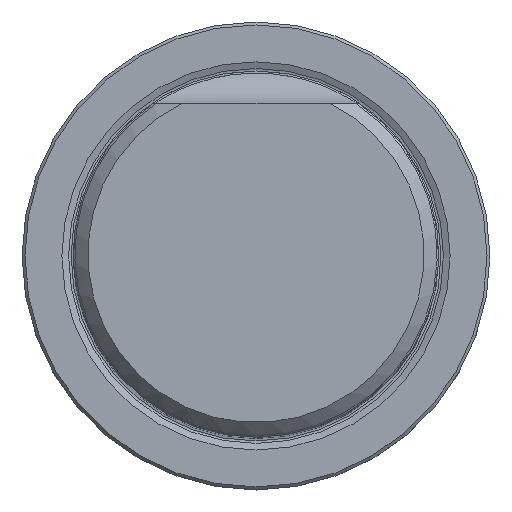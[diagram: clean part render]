
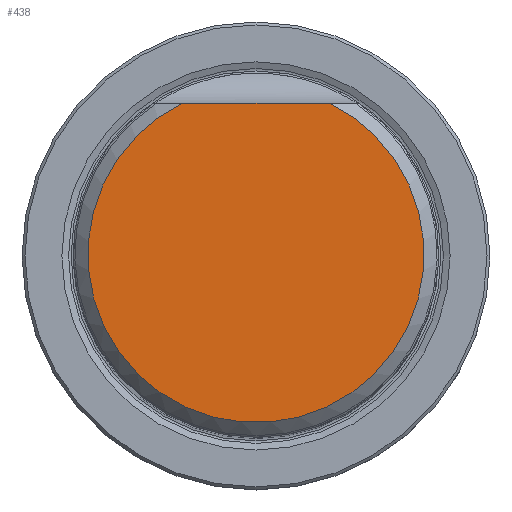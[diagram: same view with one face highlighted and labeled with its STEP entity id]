
A CAD part, top view. The second image highlights one B-rep face of the part: STEP entity #438.
In plain terms, the highlighted planar face has unit normal (0, 0, 1).
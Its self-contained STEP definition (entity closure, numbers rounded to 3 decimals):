
#314=PLANE('',#4613);
#438=ADVANCED_FACE('CU_SU_1',(#739),#314,.F.);
#739=FACE_OUTER_BOUND('',#976,.T.);
#976=EDGE_LOOP('',(#2190,#2191));
#1251=CIRCLE('',#4612,11.497);
#1378=LINE('',#6721,#1597);
#1597=VECTOR('',#5216,1.);
#2190=ORIENTED_EDGE('',*,*,#3827,.F.);
#2191=ORIENTED_EDGE('',*,*,#3828,.F.);
#3385=VERTEX_POINT('',#6719);
#3386=VERTEX_POINT('',#6720);
#3827=EDGE_CURVE('',#3385,#3386,#1251,.T.);
#3828=EDGE_CURVE('',#3386,#3385,#1378,.T.);
#4612=AXIS2_PLACEMENT_3D('',#6718,#5214,#5215);
#4613=AXIS2_PLACEMENT_3D('',#6722,#5217,#5218);
#5214=DIRECTION('',(0.,0.,-1.));
#5215=DIRECTION('',(0.,-1.,0.));
#5216=DIRECTION('',(1.,0.,0.));
#5217=DIRECTION('',(0.,0.,-1.));
#5218=DIRECTION('',(0.,-1.,0.));
#6718=CARTESIAN_POINT('',(0.,0.,56.));
#6719=CARTESIAN_POINT('',(4.999,10.353,56.));
#6720=CARTESIAN_POINT('',(-4.999,10.353,56.));
#6721=CARTESIAN_POINT('',(-12.497,10.353,56.));
#6722=CARTESIAN_POINT('',(0.,0.,56.));
